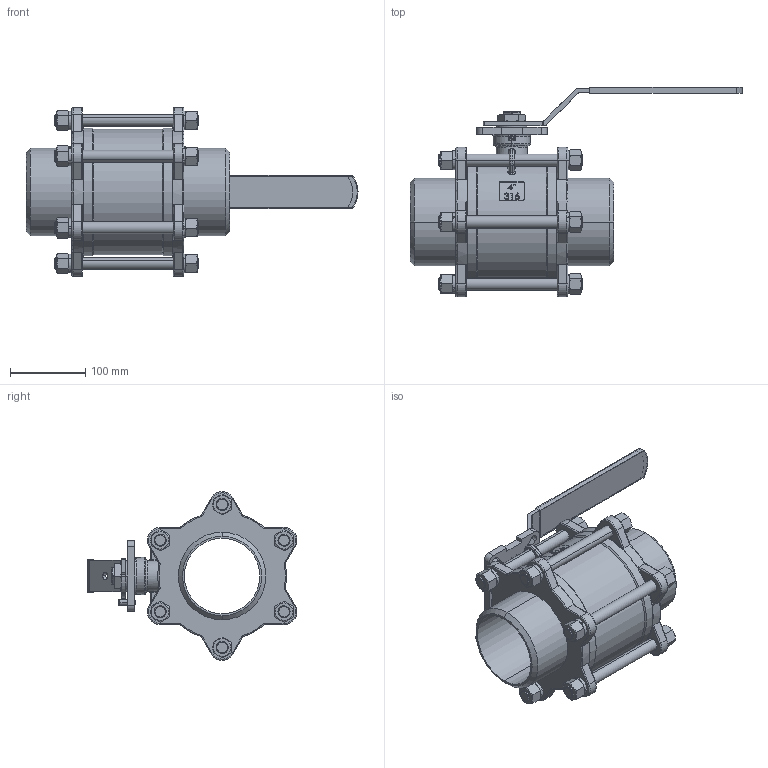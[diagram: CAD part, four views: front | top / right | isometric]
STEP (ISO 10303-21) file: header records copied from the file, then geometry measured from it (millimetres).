
FILE_DESCRIPTION(/* description */ ('Unknown','CAx-IF Rec.Pracs.---Representation and Presentation of Product Manufacturing Information (PMI)---4.0---2014-10-13','CAx-IF Rec.Pracs.---3D Tessellated Geometry---0.4---2014-09-14','2;1'),/* implementation_level */ '2;1');
FILE_NAME(/* name */ '9337-12',/* time_stamp */ '2024-02-13T12:03:11+01:00',/* author */ ('Unknown'),/* organization */ ('Unknown'),/* preprocessor_version */ 'ST-DEVELOPER v18.102',/* originating_system */ 'Solid Edge',/* authorisation */ 'Unknown');
FILE_SCHEMA (('AP242_MANAGED_MODEL_BASED_3D_ENGINEERING_MIM_LF { 1 0 10303 442 1 1 4 }'));
Length unit declared in the file: millimetre
Products named in the file (14): 9337-12; Spring lock washers--Normal type GB_GB_FASTENER_WASHER_SW 16; Hexagon nuts grade C GB_GB_FASTENER_NUT_SNC1 M16-N; MV-83-T(J)-DN100; MV-83-Z-DN100; MV-83-DD-DN100; MV-83-LM-DN100; MV-83-FS-DN100; MV-83-PD-DN100; MV-83-LZ-DN100; MV-83-ST-DN100; MV-83-S-DN100; MV-83-DW-DN100; MV-33B-G(J)-DN100
Assembly tree (43 placements, depth 2):
  9337-12
    Spring lock washers--Normal type GB_GB_FASTENER_WASHER_SW 16  x12
    Hexagon nuts grade C GB_GB_FASTENER_NUT_SNC1 M16-N  x12
    MV-83-T(J)-DN100
    MV-83-Z-DN100
    MV-83-DD-DN100  x2
    MV-83-LM-DN100  x2
    MV-83-FS-DN100
    MV-83-PD-DN100
    MV-83-LZ-DN100  x6
    MV-83-ST-DN100
    MV-83-S-DN100
    MV-83-DW-DN100
    MV-33B-G(J)-DN100  x2
Bounding box: 440.07 x 277.94 x 223.5 mm (x, y, z)
Volume: 1812055.6 mm3; surface area: 554274.4 mm2
Topology: 43 solids, 43 shells, 1177 faces, 2876 edges, 1828 vertices
Faces by surface type: plane 493, cylinder 395, cone 141, bspline 79, torus 65, sphere 4
Entity records: 39892 total; most frequent: CARTESIAN_POINT 22101, ORIENTED_EDGE 3762, DIRECTION 3326, EDGE_CURVE 1881, AXIS2_PLACEMENT_3D 1234, VERTEX_POINT 1208, LINE 858, VECTOR 858
